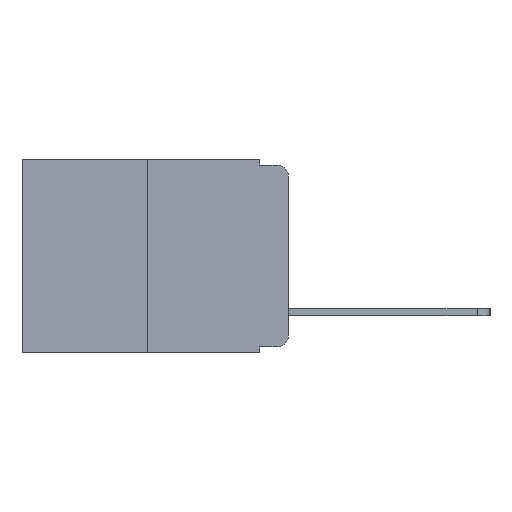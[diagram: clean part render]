
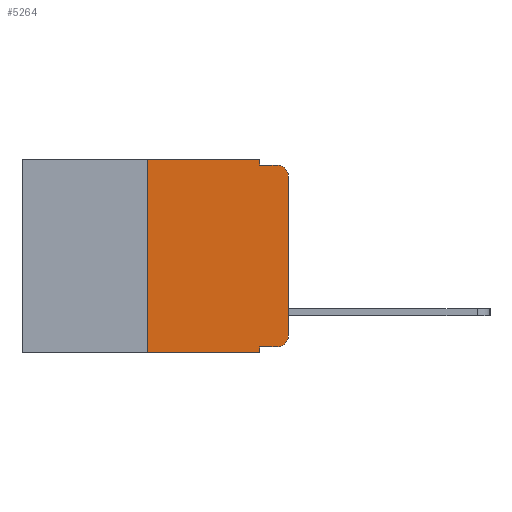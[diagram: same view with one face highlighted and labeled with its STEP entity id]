
A CAD part, left-side view. The second image highlights one B-rep face of the part: STEP entity #5264.
In plain terms, the highlighted planar face has unit normal (-1, 0, 0).
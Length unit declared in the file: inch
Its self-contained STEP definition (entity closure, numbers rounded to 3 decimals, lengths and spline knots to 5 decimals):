
#260 = EDGE_CURVE ( 'NONE', #4296, #4324, #11711, .T. ) ;
#296 = CARTESIAN_POINT ( 'NONE',  ( 0., 0.051, -0.01 ) ) ;
#358 = DIRECTION ( 'NONE',  ( 0., 0., -1. ) ) ;
#494 = VERTEX_POINT ( 'NONE', #2748 ) ;
#814 = VECTOR ( 'NONE', #8029, 39.37008 ) ;
#991 = VERTEX_POINT ( 'NONE', #12957 ) ;
#1215 = LINE ( 'NONE', #3851, #9783 ) ;
#1328 = ORIENTED_EDGE ( 'NONE', *, *, #260, .T. ) ;
#1360 = VERTEX_POINT ( 'NONE', #3862 ) ;
#2251 = ORIENTED_EDGE ( 'NONE', *, *, #4833, .T. ) ;
#2399 = DIRECTION ( 'NONE',  ( 0., 0., -1. ) ) ;
#2484 = CARTESIAN_POINT ( 'NONE',  ( 0., 0.051, -0.01 ) ) ;
#2748 = CARTESIAN_POINT ( 'NONE',  ( 0., 0.051, -0.333 ) ) ;
#2845 = ORIENTED_EDGE ( 'NONE', *, *, #11446, .T. ) ;
#2874 = CIRCLE ( 'NONE', #11011, 0.02 ) ;
#3331 = DIRECTION ( 'NONE',  ( 0., -1., 0. ) ) ;
#3515 = CARTESIAN_POINT ( 'NONE',  ( 0., 0.02, -0.333 ) ) ;
#3773 = VERTEX_POINT ( 'NONE', #3515 ) ;
#3851 = CARTESIAN_POINT ( 'NONE',  ( 0., 0.051, -0.333 ) ) ;
#3862 = CARTESIAN_POINT ( 'NONE',  ( 0., 0.051, -0.343 ) ) ;
#3890 = CARTESIAN_POINT ( 'NONE',  ( 0., 0.051, 0. ) ) ;
#4059 = EDGE_CURVE ( 'NONE', #3773, #4296, #2874, .T. ) ;
#4159 = ORIENTED_EDGE ( 'NONE', *, *, #4059, .T. ) ;
#4296 = VERTEX_POINT ( 'NONE', #5022 ) ;
#4324 = VERTEX_POINT ( 'NONE', #6182 ) ;
#4833 = EDGE_CURVE ( 'NONE', #494, #3773, #1215, .T. ) ;
#4835 = VECTOR ( 'NONE', #5049, 39.37008 ) ;
#5022 = CARTESIAN_POINT ( 'NONE',  ( 0., 0., -0.313 ) ) ;
#5049 = DIRECTION ( 'NONE',  ( 0., 0., -1. ) ) ;
#5264 = ADVANCED_FACE ( 'NONE', ( #12982 ), #7926, .F. ) ;
#5604 = EDGE_CURVE ( 'NONE', #494, #1360, #11237, .T. ) ;
#5662 = CARTESIAN_POINT ( 'NONE',  ( 0., 0.02, -0.03 ) ) ;
#5702 = LINE ( 'NONE', #10861, #13190 ) ;
#5887 = CARTESIAN_POINT ( 'NONE',  ( 0., 0.473, 0. ) ) ;
#6110 = VECTOR ( 'NONE', #11154, 39.37008 ) ;
#6182 = CARTESIAN_POINT ( 'NONE',  ( 0., 0., -0.03 ) ) ;
#6278 = VECTOR ( 'NONE', #8862, 39.37008 ) ;
#6355 = VECTOR ( 'NONE', #3331, 39.37008 ) ;
#6386 = ORIENTED_EDGE ( 'NONE', *, *, #13123, .F. ) ;
#6624 = VERTEX_POINT ( 'NONE', #12876 ) ;
#6670 = LINE ( 'NONE', #8667, #6355 ) ;
#6704 = DIRECTION ( 'NONE',  ( 0., 0., -1. ) ) ;
#6995 = EDGE_CURVE ( 'NONE', #6624, #991, #8808, .T. ) ;
#7121 = LINE ( 'NONE', #2484, #814 ) ;
#7344 = LINE ( 'NONE', #3890, #4835 ) ;
#7454 = DIRECTION ( 'NONE',  ( -1., 0., 0. ) ) ;
#7624 = DIRECTION ( 'NONE',  ( 0., 0., -1. ) ) ;
#7778 = DIRECTION ( 'NONE',  ( 0., -1., 0. ) ) ;
#7820 = ORIENTED_EDGE ( 'NONE', *, *, #6995, .F. ) ;
#7926 = PLANE ( 'NONE',  #8022 ) ;
#7998 = VERTEX_POINT ( 'NONE', #13710 ) ;
#8022 = AXIS2_PLACEMENT_3D ( 'NONE', #5887, #8944, #2399 ) ;
#8029 = DIRECTION ( 'NONE',  ( 0., -1., 0. ) ) ;
#8107 = CARTESIAN_POINT ( 'NONE',  ( 0., 0.25, 0. ) ) ;
#8411 = CARTESIAN_POINT ( 'NONE',  ( 0., 0.051, 0. ) ) ;
#8612 = ORIENTED_EDGE ( 'NONE', *, *, #9707, .F. ) ;
#8629 = CARTESIAN_POINT ( 'NONE',  ( 0., 0.051, 0. ) ) ;
#8667 = CARTESIAN_POINT ( 'NONE',  ( 0., 0.473, -0.343 ) ) ;
#8808 = LINE ( 'NONE', #8107, #6110 ) ;
#8862 = DIRECTION ( 'NONE',  ( 0., 0., 1. ) ) ;
#8920 = ORIENTED_EDGE ( 'NONE', *, *, #11600, .F. ) ;
#8944 = DIRECTION ( 'NONE',  ( 1., 0., 0. ) ) ;
#9707 = EDGE_CURVE ( 'NONE', #9973, #9955, #7344, .T. ) ;
#9783 = VECTOR ( 'NONE', #13194, 39.37008 ) ;
#9795 = CIRCLE ( 'NONE', #13183, 0.02 ) ;
#9955 = VERTEX_POINT ( 'NONE', #296 ) ;
#9973 = VERTEX_POINT ( 'NONE', #8411 ) ;
#10861 = CARTESIAN_POINT ( 'NONE',  ( 0., 0.473, 0. ) ) ;
#10941 = EDGE_LOOP ( 'NONE', ( #1328, #11489, #6386, #8612, #8920, #7820, #2845, #11995, #2251, #4159 ) ) ;
#11011 = AXIS2_PLACEMENT_3D ( 'NONE', #13544, #7454, #358 ) ;
#11154 = DIRECTION ( 'NONE',  ( 0., 0., 1. ) ) ;
#11237 = LINE ( 'NONE', #8629, #13613 ) ;
#11446 = EDGE_CURVE ( 'NONE', #6624, #1360, #6670, .T. ) ;
#11489 = ORIENTED_EDGE ( 'NONE', *, *, #13814, .T. ) ;
#11600 = EDGE_CURVE ( 'NONE', #991, #9973, #5702, .T. ) ;
#11711 = LINE ( 'NONE', #12687, #6278 ) ;
#11995 = ORIENTED_EDGE ( 'NONE', *, *, #5604, .F. ) ;
#12687 = CARTESIAN_POINT ( 'NONE',  ( 0., 0., 0. ) ) ;
#12786 = DIRECTION ( 'NONE',  ( -1., 0., 0. ) ) ;
#12876 = CARTESIAN_POINT ( 'NONE',  ( 0., 0.25, -0.343 ) ) ;
#12957 = CARTESIAN_POINT ( 'NONE',  ( 0., 0.25, 0. ) ) ;
#12982 = FACE_OUTER_BOUND ( 'NONE', #10941, .T. ) ;
#13123 = EDGE_CURVE ( 'NONE', #9955, #7998, #7121, .T. ) ;
#13183 = AXIS2_PLACEMENT_3D ( 'NONE', #5662, #12786, #6704 ) ;
#13190 = VECTOR ( 'NONE', #7778, 39.37008 ) ;
#13194 = DIRECTION ( 'NONE',  ( 0., -1., 0. ) ) ;
#13544 = CARTESIAN_POINT ( 'NONE',  ( 0., 0.02, -0.313 ) ) ;
#13613 = VECTOR ( 'NONE', #7624, 39.37008 ) ;
#13710 = CARTESIAN_POINT ( 'NONE',  ( 0., 0.02, -0.01 ) ) ;
#13814 = EDGE_CURVE ( 'NONE', #4324, #7998, #9795, .T. ) ;
